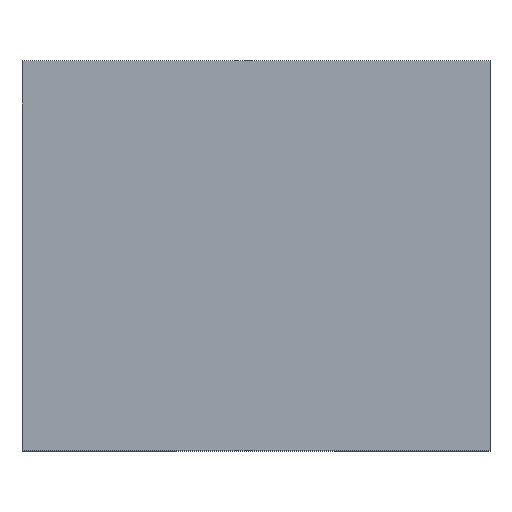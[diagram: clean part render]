
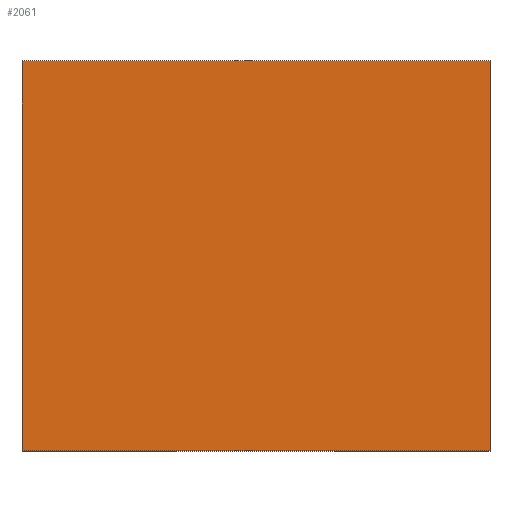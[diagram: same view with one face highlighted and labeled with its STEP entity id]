
A CAD part, top view. The second image highlights one B-rep face of the part: STEP entity #2061.
In plain terms, the highlighted face is planar.
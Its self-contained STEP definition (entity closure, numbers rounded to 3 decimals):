
#710=DIRECTION('',(0.,0.,1.));
#711=VECTOR('',#710,5.);
#712=CARTESIAN_POINT('',(-3.,1.55,-2.5));
#713=LINE('',#712,#711);
#717=DIRECTION('',(-1.,0.,0.));
#718=VECTOR('',#717,6.);
#719=CARTESIAN_POINT('',(3.,1.55,-2.5));
#720=LINE('',#719,#718);
#724=DIRECTION('',(0.,0.,-1.));
#725=VECTOR('',#724,5.);
#726=CARTESIAN_POINT('',(3.,1.55,2.5));
#727=LINE('',#726,#725);
#731=DIRECTION('',(1.,0.,0.));
#732=VECTOR('',#731,6.);
#733=CARTESIAN_POINT('',(-3.,1.55,2.5));
#734=LINE('',#733,#732);
#1480=CARTESIAN_POINT('',(-3.,1.55,-2.5));
#1481=CARTESIAN_POINT('',(-3.,1.55,2.5));
#1482=VERTEX_POINT('',#1480);
#1483=VERTEX_POINT('',#1481);
#1484=CARTESIAN_POINT('',(3.,1.55,2.5));
#1485=VERTEX_POINT('',#1484);
#1486=CARTESIAN_POINT('',(3.,1.55,-2.5));
#1487=VERTEX_POINT('',#1486);
#2050=CARTESIAN_POINT('',(0.,1.55,0.));
#2051=DIRECTION('',(0.,1.,0.));
#2052=DIRECTION('',(1.,0.,0.));
#2053=AXIS2_PLACEMENT_3D('',#2050,#2051,#2052);
#2054=PLANE('',#2053);
#2055=ORIENTED_EDGE('',*,*,#1918,.F.);
#2056=ORIENTED_EDGE('',*,*,#1961,.F.);
#2057=ORIENTED_EDGE('',*,*,#1989,.F.);
#2058=ORIENTED_EDGE('',*,*,#2030,.F.);
#2059=EDGE_LOOP('',(#2055,#2056,#2057,#2058));
#2060=FACE_OUTER_BOUND('',#2059,.F.);
#1918=EDGE_CURVE('',#1482,#1483,#713,.T.);
#1961=EDGE_CURVE('',#1487,#1482,#720,.T.);
#1989=EDGE_CURVE('',#1485,#1487,#727,.T.);
#2030=EDGE_CURVE('',#1483,#1485,#734,.T.);
#2061=ADVANCED_FACE('',(#2060),#2054,.T.);
